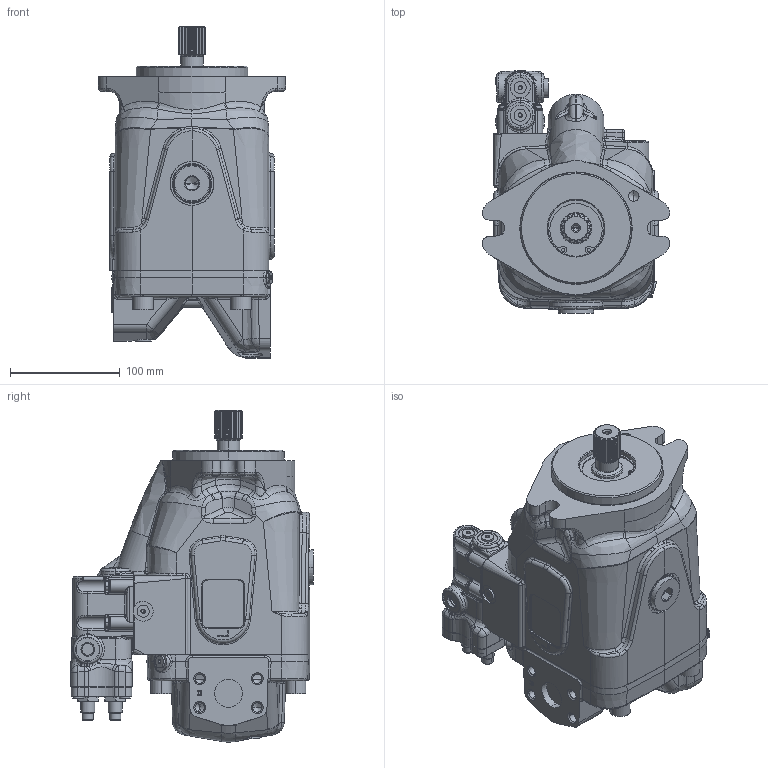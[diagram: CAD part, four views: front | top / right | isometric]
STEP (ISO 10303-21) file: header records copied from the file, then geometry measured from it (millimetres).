
FILE_DESCRIPTION((''),'2;1');
FILE_NAME('A-4404-004_R27_SW0001','2019-10-31T',('E0514402'),(''),'PRO/ENGINEER BY PARAMETRIC TECHNOLOGY CORPORATION, 2010280','PRO/ENGINEER BY PARAMETRIC TECHNOLOGY CORPORATION, 2010280','');
FILE_SCHEMA(('CONFIG_CONTROL_DESIGN'));
Products named in the file (1): A-4404-004_R27_SW0001
Bounding box: 170.35 x 220.74 x 302.1 mm (x, y, z)
Volume: 4566491.7 mm3; surface area: 226508.2 mm2
Topology: 1 solids, 8 shells, 1981 faces, 4712 edges, 2747 vertices
Faces by surface type: plane 563, bspline 463, cylinder 445, cone 286, extrusion 105, torus 91, sphere 28
Entity records: 89385 total; most frequent: CARTESIAN_POINT 48067, ORIENTED_EDGE 9244, DIRECTION 7520, EDGE_CURVE 4622, AXIS2_PLACEMENT_3D 2844, VERTEX_POINT 2747, EDGE_LOOP 2081, FACE_OUTER_BOUND 1981
